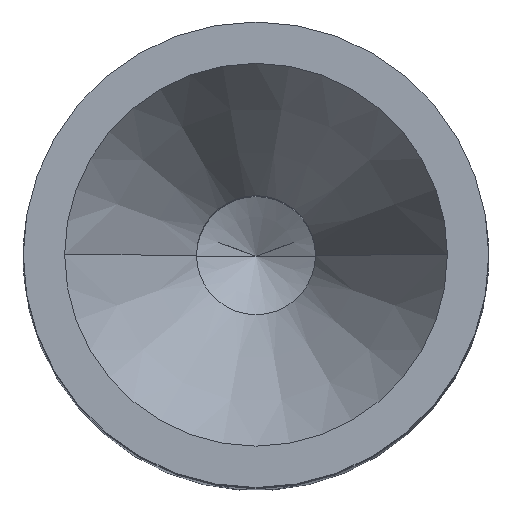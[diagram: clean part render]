
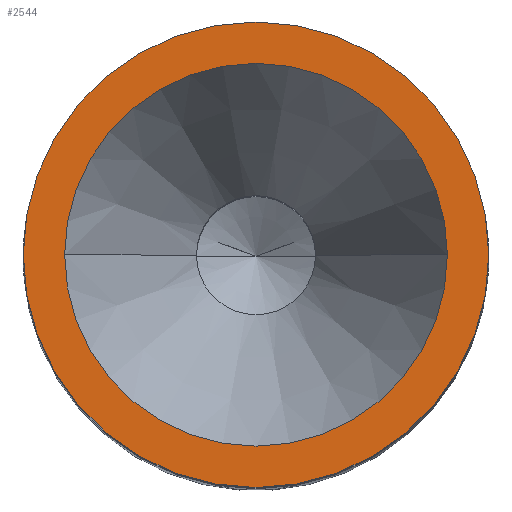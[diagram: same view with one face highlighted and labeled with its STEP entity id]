
A CAD part, top view. The second image highlights one B-rep face of the part: STEP entity #2544.
In plain terms, the highlighted planar face has unit normal (0, 0, 1).
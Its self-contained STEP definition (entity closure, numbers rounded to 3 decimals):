
#1=CARTESIAN_POINT('',(0.,0.,10.344));
#2=DIRECTION('',(0.,0.,1.));
#3=DIRECTION('',(1.,0.,0.));
#4=AXIS2_PLACEMENT_3D('',#1,#2,#3);
#14=CARTESIAN_POINT('',(0.,0.,10.344));
#15=DIRECTION('',(0.,0.,-1.));
#16=DIRECTION('',(1.,0.,0.));
#17=AXIS2_PLACEMENT_3D('',#14,#15,#16);
#1069=CARTESIAN_POINT('',(0.,0.,10.344));
#1070=DIRECTION('',(0.,0.,1.));
#1071=DIRECTION('',(1.,0.,0.));
#1072=AXIS2_PLACEMENT_3D('',#1069,#1070,#1071);
#1074=CARTESIAN_POINT('',(0.,0.,10.344));
#1075=DIRECTION('',(0.,0.,-1.));
#1076=DIRECTION('',(1.,0.,0.));
#1077=AXIS2_PLACEMENT_3D('',#1074,#1075,#1076);
#1087=CARTESIAN_POINT('',(2.25,0.,10.344));
#1089=VERTEX_POINT('',#1087);
#1095=CARTESIAN_POINT('',(-2.25,0.,10.344));
#1097=VERTEX_POINT('',#1095);
#1101=CARTESIAN_POINT('',(1.85,0.,10.344));
#1102=CARTESIAN_POINT('',(-1.85,0.,10.344));
#1103=VERTEX_POINT('',#1101);
#1104=VERTEX_POINT('',#1102);
#2531=CARTESIAN_POINT('',(0.,0.,10.344));
#2532=DIRECTION('',(0.,0.,1.));
#2533=DIRECTION('',(-1.,0.,0.));
#2534=AXIS2_PLACEMENT_3D('',#2531,#2532,#2533);
#2535=PLANE('',#2534);
#2536=ORIENTED_EDGE('',*,*,#1296,.T.);
#2537=ORIENTED_EDGE('',*,*,#1278,.F.);
#2538=EDGE_LOOP('',(#2536,#2537));
#2539=FACE_OUTER_BOUND('',#2538,.F.);
#2540=ORIENTED_EDGE('',*,*,#2525,.T.);
#2541=ORIENTED_EDGE('',*,*,#2511,.F.);
#2542=EDGE_LOOP('',(#2540,#2541));
#2543=FACE_BOUND('',#2542,.F.);
#2544=ADVANCED_FACE('',(#2539,#2543),#2535,.T.);
#5=CIRCLE('',#4,2.25);
#18=CIRCLE('',#17,2.25);
#1073=CIRCLE('',#1072,1.85);
#1078=CIRCLE('',#1077,1.85);
#1278=EDGE_CURVE('',#1089,#1097,#5,.T.);
#1296=EDGE_CURVE('',#1089,#1097,#18,.T.);
#2511=EDGE_CURVE('',#1103,#1104,#1078,.T.);
#2525=EDGE_CURVE('',#1103,#1104,#1073,.T.);
